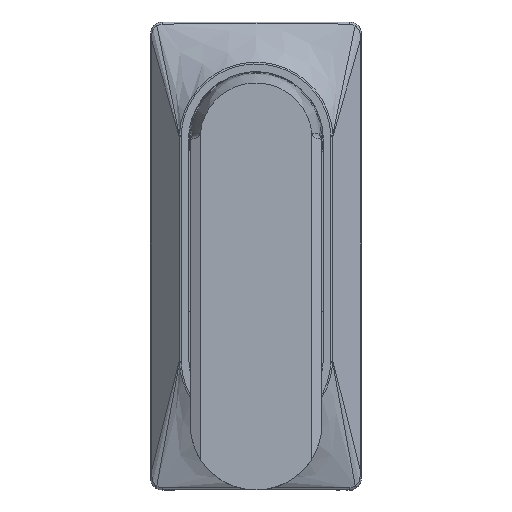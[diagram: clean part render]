
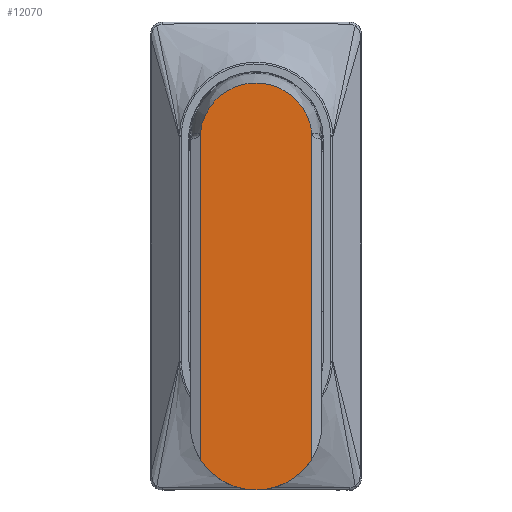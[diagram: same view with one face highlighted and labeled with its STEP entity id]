
A CAD part, front view. The second image highlights one B-rep face of the part: STEP entity #12070.
In plain terms, the highlighted free-form (B-spline) face has degree [1, 1] with [2, 2] control points.
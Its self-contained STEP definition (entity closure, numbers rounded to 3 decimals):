
#11343=CARTESIAN_POINT('',(9.55,-9.,0.828));
#11344=VERTEX_POINT('',#11343);
#11412=CARTESIAN_POINT('',(9.536,-9.,0.918));
#11413=VERTEX_POINT('',#11412);
#11427=CARTESIAN_POINT('',(9.55,-9.,0.828));
#11428=CARTESIAN_POINT('',(9.544,-9.,0.858));
#11429=CARTESIAN_POINT('',(9.539,-9.,0.888));
#11430=CARTESIAN_POINT('',(9.536,-9.,0.918));
#11431=QUASI_UNIFORM_CURVE('',3,(#11427,#11428,#11429,#11430),.UNSPECIFIED.,.F.,.U.);
#11432=EDGE_CURVE('',#11344,#11413,#11431,.T.);
#11500=CARTESIAN_POINT('',(-9.55,-9.,0.828));
#11501=VERTEX_POINT('',#11500);
#11525=CARTESIAN_POINT('',(-9.536,-9.,0.918));
#11526=VERTEX_POINT('',#11525);
#11527=CARTESIAN_POINT('',(-9.536,-9.,0.918));
#11528=CARTESIAN_POINT('',(-9.539,-9.,0.888));
#11529=CARTESIAN_POINT('',(-9.544,-9.,0.858));
#11530=CARTESIAN_POINT('',(-9.55,-9.,0.828));
#11531=QUASI_UNIFORM_CURVE('',3,(#11527,#11528,#11529,#11530),.UNSPECIFIED.,.F.,.U.);
#11532=EDGE_CURVE('',#11526,#11501,#11531,.T.);
#11570=CARTESIAN_POINT('',(9.55,-9.,-54.696));
#11571=VERTEX_POINT('',#11570);
#11572=CARTESIAN_POINT('',(9.55,-9.,0.828));
#11573=CARTESIAN_POINT('',(9.55,-9.,-54.696));
#11574=QUASI_UNIFORM_CURVE('',1,(#11572,#11573),.UNSPECIFIED.,.F.,.U.);
#11575=EDGE_CURVE('',#11344,#11571,#11574,.T.);
#11598=CARTESIAN_POINT('',(-9.55,-9.,-54.696));
#11599=VERTEX_POINT('',#11598);
#11600=CARTESIAN_POINT('',(-9.55,-9.,0.828));
#11601=CARTESIAN_POINT('',(-9.55,-9.,-54.696));
#11602=QUASI_UNIFORM_CURVE('',1,(#11600,#11601),.UNSPECIFIED.,.F.,.U.);
#11603=EDGE_CURVE('',#11501,#11599,#11602,.T.);
#12014=CARTESIAN_POINT('',(-9.536,-9.,0.918));
#12015=CARTESIAN_POINT('',(-8.702,-9.,9.581));
#12016=CARTESIAN_POINT('',(0.0,-9.,9.581));
#12017=CARTESIAN_POINT('',(8.702,-9.,9.581));
#12018=CARTESIAN_POINT('',(9.536,-9.,0.918));
#12026=(BOUNDED_CURVE()B_SPLINE_CURVE(2,(#12014,#12015,#12016,#12017,#12018),.UNSPECIFIED.,.F.,.U.)B_SPLINE_CURVE_WITH_KNOTS((3,2,3),(0.0,0.5,1.0),.UNSPECIFIED.)CURVE()GEOMETRIC_REPRESENTATION_ITEM()RATIONAL_B_SPLINE_CURVE((1.0,0.74,1.0,0.74,1.0))REPRESENTATION_ITEM(''));
#12027=EDGE_CURVE('',#11526,#11413,#12026,.T.);
#12043=CARTESIAN_POINT('',(-10.504,-9.,13.056));
#12044=CARTESIAN_POINT('',(10.504,-9.,13.056));
#12045=CARTESIAN_POINT('',(-10.504,-9.,-63.475));
#12046=CARTESIAN_POINT('',(10.504,-9.,-63.475));
#12047=B_SPLINE_SURFACE_WITH_KNOTS('',1,1,((#12043,#12045),(#12044,#12046)),.UNSPECIFIED.,.F.,.F.,.U.,(2,2),(2,2),(0.0,21.008),(0.0,76.532),.UNSPECIFIED.);
#12048=CARTESIAN_POINT('',(-9.55,-9.,-54.696));
#12049=CARTESIAN_POINT('',(-6.248,-9.,-60.));
#12050=CARTESIAN_POINT('',(0.0,-9.,-60.));
#12051=CARTESIAN_POINT('',(6.248,-9.,-60.));
#12052=CARTESIAN_POINT('',(9.55,-9.,-54.696));
#12060=(BOUNDED_CURVE()B_SPLINE_CURVE(2,(#12048,#12049,#12050,#12051,#12052),.UNSPECIFIED.,.F.,.U.)B_SPLINE_CURVE_WITH_KNOTS((3,2,3),(0.0,0.5,1.0),.UNSPECIFIED.)CURVE()GEOMETRIC_REPRESENTATION_ITEM()RATIONAL_B_SPLINE_CURVE((1.0,0.874,1.0,0.874,1.0))REPRESENTATION_ITEM(''));
#12061=EDGE_CURVE('',#11599,#11571,#12060,.T.);
#12062=ORIENTED_EDGE('',*,*,#12061,.T.);
#12063=ORIENTED_EDGE('',*,*,#11575,.F.);
#12064=ORIENTED_EDGE('',*,*,#11432,.T.);
#12065=ORIENTED_EDGE('',*,*,#12027,.F.);
#12066=ORIENTED_EDGE('',*,*,#11532,.T.);
#12067=ORIENTED_EDGE('',*,*,#11603,.T.);
#12068=EDGE_LOOP('',(#12062,#12063,#12064,#12065,#12066,#12067));
#12069=FACE_OUTER_BOUND('',#12068,.T.);
#12070=ADVANCED_FACE('',(#12069),#12047,.F.);
